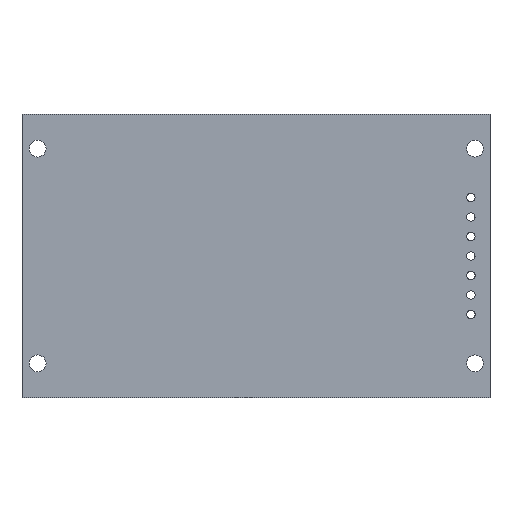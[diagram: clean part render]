
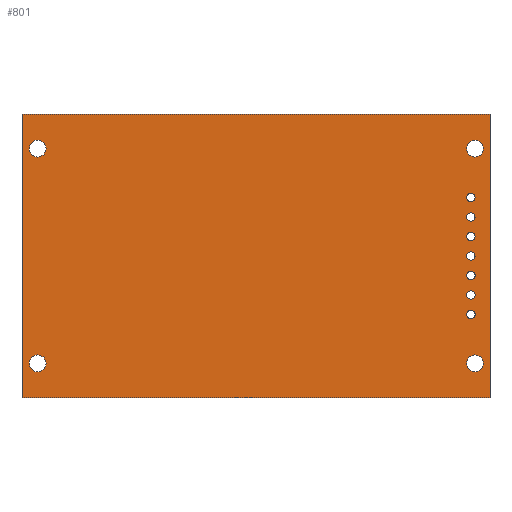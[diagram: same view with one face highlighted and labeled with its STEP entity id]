
A CAD part, front view. The second image highlights one B-rep face of the part: STEP entity #801.
In plain terms, the highlighted planar face has unit normal (0, -1, 0).
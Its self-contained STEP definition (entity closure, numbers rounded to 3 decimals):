
#42=FACE_BOUND('',#160,.T.);
#43=FACE_BOUND('',#161,.T.);
#44=FACE_BOUND('',#162,.T.);
#45=FACE_BOUND('',#163,.T.);
#46=FACE_BOUND('',#164,.T.);
#47=FACE_BOUND('',#165,.T.);
#48=FACE_BOUND('',#166,.T.);
#49=FACE_BOUND('',#167,.T.);
#50=FACE_BOUND('',#168,.T.);
#51=FACE_BOUND('',#169,.T.);
#52=FACE_BOUND('',#170,.T.);
#62=PLANE('',#895);
#105=FACE_OUTER_BOUND('',#159,.T.);
#159=EDGE_LOOP('',(#639,#640,#641,#642));
#160=EDGE_LOOP('',(#643));
#161=EDGE_LOOP('',(#644));
#162=EDGE_LOOP('',(#645));
#163=EDGE_LOOP('',(#646));
#164=EDGE_LOOP('',(#647));
#165=EDGE_LOOP('',(#648));
#166=EDGE_LOOP('',(#649));
#167=EDGE_LOOP('',(#650));
#168=EDGE_LOOP('',(#651));
#169=EDGE_LOOP('',(#652));
#170=EDGE_LOOP('',(#653));
#214=LINE('',#1223,#297);
#217=LINE('',#1229,#300);
#220=LINE('',#1235,#303);
#223=LINE('',#1239,#306);
#297=VECTOR('',#1010,10.);
#300=VECTOR('',#1015,10.);
#303=VECTOR('',#1020,10.);
#306=VECTOR('',#1025,10.);
#367=CIRCLE('',#858,0.55);
#369=CIRCLE('',#861,0.55);
#371=CIRCLE('',#864,0.55);
#373=CIRCLE('',#867,0.55);
#375=CIRCLE('',#870,0.55);
#377=CIRCLE('',#873,0.55);
#379=CIRCLE('',#876,0.55);
#381=CIRCLE('',#879,1.1);
#383=CIRCLE('',#882,1.1);
#385=CIRCLE('',#885,1.1);
#387=CIRCLE('',#888,1.1);
#389=VERTEX_POINT('',#1151);
#391=VERTEX_POINT('',#1157);
#393=VERTEX_POINT('',#1163);
#395=VERTEX_POINT('',#1169);
#397=VERTEX_POINT('',#1175);
#399=VERTEX_POINT('',#1181);
#401=VERTEX_POINT('',#1187);
#403=VERTEX_POINT('',#1193);
#405=VERTEX_POINT('',#1199);
#407=VERTEX_POINT('',#1205);
#409=VERTEX_POINT('',#1211);
#413=VERTEX_POINT('',#1220);
#414=VERTEX_POINT('',#1222);
#416=VERTEX_POINT('',#1228);
#418=VERTEX_POINT('',#1234);
#459=EDGE_CURVE('',#389,#389,#367,.T.);
#462=EDGE_CURVE('',#391,#391,#369,.T.);
#465=EDGE_CURVE('',#393,#393,#371,.T.);
#468=EDGE_CURVE('',#395,#395,#373,.T.);
#471=EDGE_CURVE('',#397,#397,#375,.T.);
#474=EDGE_CURVE('',#399,#399,#377,.T.);
#477=EDGE_CURVE('',#401,#401,#379,.T.);
#480=EDGE_CURVE('',#403,#403,#381,.T.);
#483=EDGE_CURVE('',#405,#405,#383,.T.);
#486=EDGE_CURVE('',#407,#407,#385,.T.);
#489=EDGE_CURVE('',#409,#409,#387,.T.);
#494=EDGE_CURVE('',#414,#413,#214,.T.);
#497=EDGE_CURVE('',#416,#414,#217,.T.);
#500=EDGE_CURVE('',#418,#416,#220,.T.);
#503=EDGE_CURVE('',#413,#418,#223,.T.);
#639=ORIENTED_EDGE('',*,*,#503,.T.);
#640=ORIENTED_EDGE('',*,*,#500,.T.);
#641=ORIENTED_EDGE('',*,*,#497,.T.);
#642=ORIENTED_EDGE('',*,*,#494,.T.);
#643=ORIENTED_EDGE('',*,*,#489,.T.);
#644=ORIENTED_EDGE('',*,*,#486,.T.);
#645=ORIENTED_EDGE('',*,*,#483,.T.);
#646=ORIENTED_EDGE('',*,*,#480,.T.);
#647=ORIENTED_EDGE('',*,*,#477,.T.);
#648=ORIENTED_EDGE('',*,*,#474,.T.);
#649=ORIENTED_EDGE('',*,*,#471,.T.);
#650=ORIENTED_EDGE('',*,*,#468,.T.);
#651=ORIENTED_EDGE('',*,*,#465,.T.);
#652=ORIENTED_EDGE('',*,*,#462,.T.);
#653=ORIENTED_EDGE('',*,*,#459,.T.);
#801=ADVANCED_FACE('',(#105,#42,#43,#44,#45,#46,#47,#48,#49,#50,#51,#52),
#62,.F.);
#858=AXIS2_PLACEMENT_3D('',#1152,#931,#932);
#861=AXIS2_PLACEMENT_3D('',#1158,#938,#939);
#864=AXIS2_PLACEMENT_3D('',#1164,#945,#946);
#867=AXIS2_PLACEMENT_3D('',#1170,#952,#953);
#870=AXIS2_PLACEMENT_3D('',#1176,#959,#960);
#873=AXIS2_PLACEMENT_3D('',#1182,#966,#967);
#876=AXIS2_PLACEMENT_3D('',#1188,#973,#974);
#879=AXIS2_PLACEMENT_3D('',#1194,#980,#981);
#882=AXIS2_PLACEMENT_3D('',#1200,#987,#988);
#885=AXIS2_PLACEMENT_3D('',#1206,#994,#995);
#888=AXIS2_PLACEMENT_3D('',#1212,#1001,#1002);
#895=AXIS2_PLACEMENT_3D('',#1241,#1028,#1029);
#931=DIRECTION('center_axis',(0.,1.,0.));
#932=DIRECTION('ref_axis',(1.,0.,0.));
#938=DIRECTION('center_axis',(0.,1.,0.));
#939=DIRECTION('ref_axis',(1.,0.,0.));
#945=DIRECTION('center_axis',(0.,1.,0.));
#946=DIRECTION('ref_axis',(1.,0.,0.));
#952=DIRECTION('center_axis',(0.,1.,0.));
#953=DIRECTION('ref_axis',(1.,0.,0.));
#959=DIRECTION('center_axis',(0.,1.,0.));
#960=DIRECTION('ref_axis',(1.,0.,0.));
#966=DIRECTION('center_axis',(0.,1.,0.));
#967=DIRECTION('ref_axis',(1.,0.,0.));
#973=DIRECTION('center_axis',(0.,1.,0.));
#974=DIRECTION('ref_axis',(1.,0.,0.));
#980=DIRECTION('center_axis',(0.,1.,0.));
#981=DIRECTION('ref_axis',(1.,0.,0.));
#987=DIRECTION('center_axis',(0.,1.,0.));
#988=DIRECTION('ref_axis',(1.,0.,0.));
#994=DIRECTION('center_axis',(0.,1.,0.));
#995=DIRECTION('ref_axis',(1.,0.,0.));
#1001=DIRECTION('center_axis',(0.,1.,0.));
#1002=DIRECTION('ref_axis',(1.,0.,0.));
#1010=DIRECTION('',(1.,0.,0.));
#1015=DIRECTION('',(0.,0.,-1.));
#1020=DIRECTION('',(-1.,0.,0.));
#1025=DIRECTION('',(0.,0.,1.));
#1028=DIRECTION('center_axis',(0.,1.,0.));
#1029=DIRECTION('ref_axis',(1.,0.,0.));
#1151=CARTESIAN_POINT('',(33.961,-1.2,-37.45));
#1152=CARTESIAN_POINT('Origin',(34.511,-1.2,-37.45));
#1157=CARTESIAN_POINT('',(33.961,-1.2,-34.91));
#1158=CARTESIAN_POINT('Origin',(34.511,-1.2,-34.91));
#1163=CARTESIAN_POINT('',(33.961,-1.2,-32.37));
#1164=CARTESIAN_POINT('Origin',(34.511,-1.2,-32.37));
#1169=CARTESIAN_POINT('',(33.965,-1.2,-47.61));
#1170=CARTESIAN_POINT('Origin',(34.515,-1.2,-47.61));
#1175=CARTESIAN_POINT('',(33.965,-1.2,-45.07));
#1176=CARTESIAN_POINT('Origin',(34.515,-1.2,-45.07));
#1181=CARTESIAN_POINT('',(33.965,-1.2,-42.53));
#1182=CARTESIAN_POINT('Origin',(34.515,-1.2,-42.53));
#1187=CARTESIAN_POINT('',(33.961,-1.2,-39.99));
#1188=CARTESIAN_POINT('Origin',(34.511,-1.2,-39.99));
#1193=CARTESIAN_POINT('',(-23.046,-1.2,-53.99));
#1194=CARTESIAN_POINT('Origin',(-21.946,-1.2,-53.99));
#1199=CARTESIAN_POINT('',(-23.046,-1.2,-25.99));
#1200=CARTESIAN_POINT('Origin',(-21.946,-1.2,-25.99));
#1205=CARTESIAN_POINT('',(33.954,-1.2,-53.99));
#1206=CARTESIAN_POINT('Origin',(35.054,-1.2,-53.99));
#1211=CARTESIAN_POINT('',(33.954,-1.2,-25.99));
#1212=CARTESIAN_POINT('Origin',(35.054,-1.2,-25.99));
#1220=CARTESIAN_POINT('',(37.011,-1.2,-58.49));
#1222=CARTESIAN_POINT('',(-23.989,-1.2,-58.49));
#1223=CARTESIAN_POINT('',(-23.989,-1.2,-58.49));
#1228=CARTESIAN_POINT('',(-23.989,-1.2,-21.49));
#1229=CARTESIAN_POINT('',(-23.989,-1.2,-21.49));
#1234=CARTESIAN_POINT('',(37.011,-1.2,-21.49));
#1235=CARTESIAN_POINT('',(37.011,-1.2,-21.49));
#1239=CARTESIAN_POINT('',(37.011,-1.2,-58.49));
#1241=CARTESIAN_POINT('Origin',(6.511,-1.2,-39.99));
